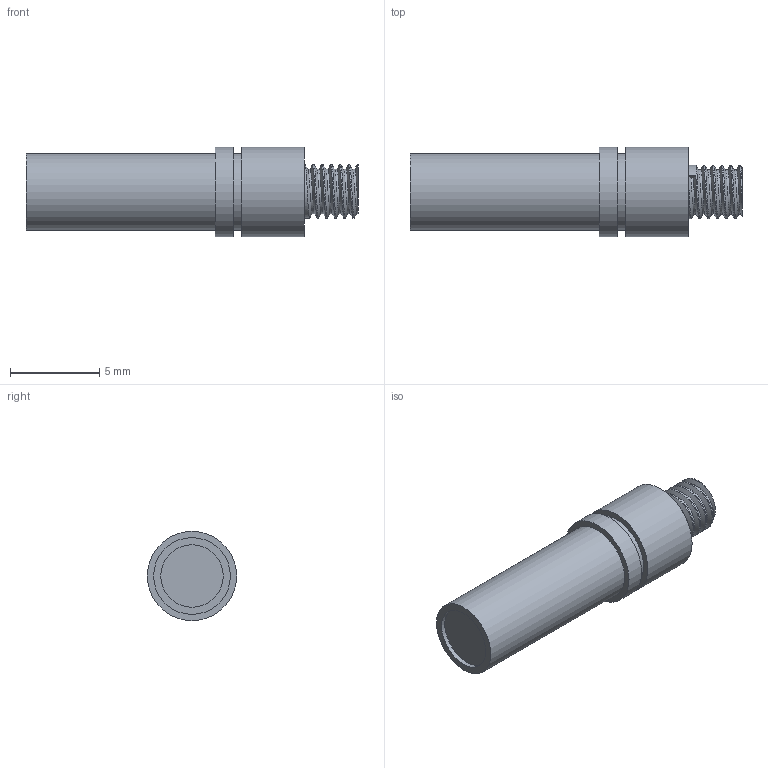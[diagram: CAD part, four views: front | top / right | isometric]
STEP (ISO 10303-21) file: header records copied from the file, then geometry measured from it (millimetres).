
FILE_DESCRIPTION(/* description */ (''),/* implementation_level */ '2;1');
FILE_NAME(/* name */ 'EX-2HA.stp',/* time_stamp */ '2023-04-10T10:17:15+08:00',/* author */ (''),/* organization */ (''),/* preprocessor_version */ 'ST-DEVELOPER v16.7',/* originating_system */ 'SIEMENS PLM Software NX 12.0',/* authorisation */ '');
FILE_SCHEMA (('AUTOMOTIVE_DESIGN { 1 0 10303 214 3 1 1 1 }'));
Length unit declared in the file: millimetre
Products named in the file (1): EX-2HA
Bounding box: 18.6 x 5 x 5 mm (x, y, z)
Volume: 264.8 mm3; surface area: 311.4 mm2
Topology: 1 solids, 1 shells, 18 faces, 36 edges, 25 vertices
Faces by surface type: plane 8, cylinder 7, bspline 3
Full cylindrical faces by diameter (mm): 3.5 x1, 4.3 x2, 5 x2
Entity records: 2530 total; most frequent: CARTESIAN_POINT 2183, DIRECTION 61, ORIENTED_EDGE 56, AXIS2_PLACEMENT_3D 29, EDGE_LOOP 28, EDGE_CURVE 28, VERTEX_POINT 22, FACE_BOUND 20
